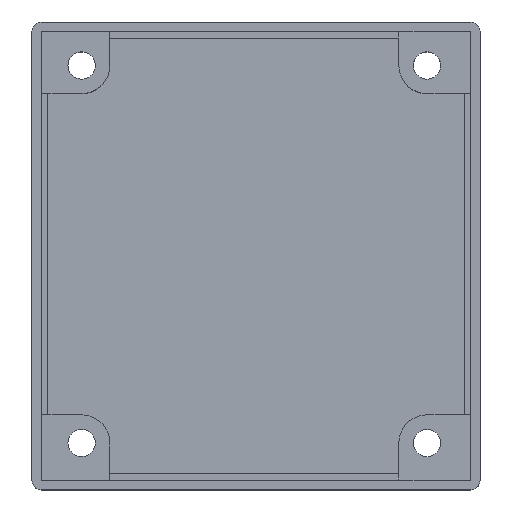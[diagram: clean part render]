
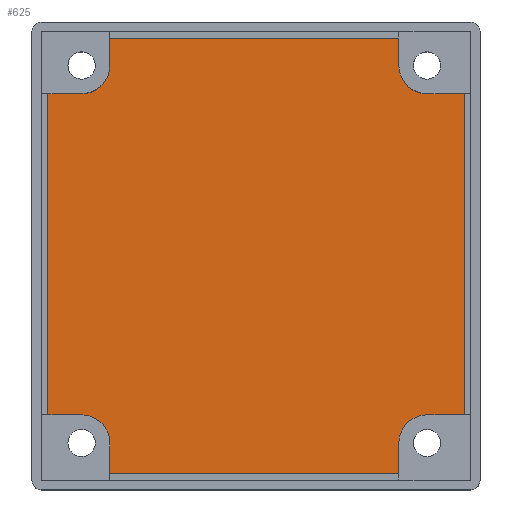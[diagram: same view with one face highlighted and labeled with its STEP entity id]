
A CAD part, top view. The second image highlights one B-rep face of the part: STEP entity #625.
In plain terms, the highlighted planar face has unit normal (0, 0, 1).
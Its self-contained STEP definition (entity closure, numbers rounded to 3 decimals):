
#224 = VERTEX_POINT('',#225);
#225 = CARTESIAN_POINT('',(14.5,3.,-15.));
#233 = VERTEX_POINT('',#234);
#234 = CARTESIAN_POINT('',(11.,6.5,-15.));
#240 = EDGE_CURVE('',#224,#233,#241,.T.);
#241 = CIRCLE('',#242,3.5);
#242 = AXIS2_PLACEMENT_3D('',#243,#244,#245);
#243 = CARTESIAN_POINT('',(11.,3.,-15.));
#244 = DIRECTION('',(0.,0.,1.));
#245 = DIRECTION('',(1.,0.,0.));
#255 = EDGE_CURVE('',#224,#256,#258,.T.);
#256 = VERTEX_POINT('',#257);
#257 = CARTESIAN_POINT('',(14.5,-0.835,-15.));
#258 = LINE('',#259,#260);
#259 = CARTESIAN_POINT('',(14.5,3.,-15.));
#260 = VECTOR('',#261,1.);
#261 = DIRECTION('',(0.,-1.,0.));
#318 = EDGE_CURVE('',#233,#319,#321,.T.);
#319 = VERTEX_POINT('',#320);
#320 = CARTESIAN_POINT('',(6.8,6.5,-15.));
#321 = LINE('',#322,#323);
#322 = CARTESIAN_POINT('',(11.,6.5,-15.));
#323 = VECTOR('',#324,1.);
#324 = DIRECTION('',(-1.,0.,0.));
#625 = ADVANCED_FACE('',(#626),#736,.T.);
#626 = FACE_BOUND('',#627,.T.);
#627 = EDGE_LOOP('',(#628,#638,#644,#645,#646,#647,#655,#663,#672,#680,
    #688,#696,#705,#713,#721,#729));
#628 = ORIENTED_EDGE('',*,*,#629,.F.);
#629 = EDGE_CURVE('',#630,#632,#634,.T.);
#630 = VERTEX_POINT('',#631);
#631 = CARTESIAN_POINT('',(6.8,46.5,-15.));
#632 = VERTEX_POINT('',#633);
#633 = CARTESIAN_POINT('',(11.,46.5,-15.));
#634 = LINE('',#635,#636);
#635 = CARTESIAN_POINT('',(6.,46.5,-15.));
#636 = VECTOR('',#637,1.);
#637 = DIRECTION('',(1.,0.,0.));
#638 = ORIENTED_EDGE('',*,*,#639,.F.);
#639 = EDGE_CURVE('',#319,#630,#640,.T.);
#640 = LINE('',#641,#642);
#641 = CARTESIAN_POINT('',(6.8,6.5,-15.));
#642 = VECTOR('',#643,1.);
#643 = DIRECTION('',(0.,1.,0.));
#644 = ORIENTED_EDGE('',*,*,#318,.F.);
#645 = ORIENTED_EDGE('',*,*,#240,.F.);
#646 = ORIENTED_EDGE('',*,*,#255,.T.);
#647 = ORIENTED_EDGE('',*,*,#648,.F.);
#648 = EDGE_CURVE('',#649,#256,#651,.T.);
#649 = VERTEX_POINT('',#650);
#650 = CARTESIAN_POINT('',(50.5,-0.835,-15.));
#651 = LINE('',#652,#653);
#652 = CARTESIAN_POINT('',(50.5,-0.835,-15.));
#653 = VECTOR('',#654,1.);
#654 = DIRECTION('',(-1.,0.,0.));
#655 = ORIENTED_EDGE('',*,*,#656,.T.);
#656 = EDGE_CURVE('',#649,#657,#659,.T.);
#657 = VERTEX_POINT('',#658);
#658 = CARTESIAN_POINT('',(50.5,3.,-15.));
#659 = LINE('',#660,#661);
#660 = CARTESIAN_POINT('',(50.5,-1.635,-15.));
#661 = VECTOR('',#662,1.);
#662 = DIRECTION('',(0.,1.,0.));
#663 = ORIENTED_EDGE('',*,*,#664,.F.);
#664 = EDGE_CURVE('',#665,#657,#667,.T.);
#665 = VERTEX_POINT('',#666);
#666 = CARTESIAN_POINT('',(54.,6.5,-15.));
#667 = CIRCLE('',#668,3.5);
#668 = AXIS2_PLACEMENT_3D('',#669,#670,#671);
#669 = CARTESIAN_POINT('',(54.,3.,-15.));
#670 = DIRECTION('',(0.,0.,1.));
#671 = DIRECTION('',(1.,0.,0.));
#672 = ORIENTED_EDGE('',*,*,#673,.F.);
#673 = EDGE_CURVE('',#674,#665,#676,.T.);
#674 = VERTEX_POINT('',#675);
#675 = CARTESIAN_POINT('',(58.62,6.5,-15.));
#676 = LINE('',#677,#678);
#677 = CARTESIAN_POINT('',(59.42,6.5,-15.));
#678 = VECTOR('',#679,1.);
#679 = DIRECTION('',(-1.,0.,0.));
#680 = ORIENTED_EDGE('',*,*,#681,.F.);
#681 = EDGE_CURVE('',#682,#674,#684,.T.);
#682 = VERTEX_POINT('',#683);
#683 = CARTESIAN_POINT('',(58.62,46.5,-15.));
#684 = LINE('',#685,#686);
#685 = CARTESIAN_POINT('',(58.62,46.5,-15.));
#686 = VECTOR('',#687,1.);
#687 = DIRECTION('',(0.,-1.,0.));
#688 = ORIENTED_EDGE('',*,*,#689,.F.);
#689 = EDGE_CURVE('',#690,#682,#692,.T.);
#690 = VERTEX_POINT('',#691);
#691 = CARTESIAN_POINT('',(54.,46.5,-15.));
#692 = LINE('',#693,#694);
#693 = CARTESIAN_POINT('',(54.,46.5,-15.));
#694 = VECTOR('',#695,1.);
#695 = DIRECTION('',(1.,0.,0.));
#696 = ORIENTED_EDGE('',*,*,#697,.F.);
#697 = EDGE_CURVE('',#698,#690,#700,.T.);
#698 = VERTEX_POINT('',#699);
#699 = CARTESIAN_POINT('',(50.5,50.,-15.));
#700 = CIRCLE('',#701,3.5);
#701 = AXIS2_PLACEMENT_3D('',#702,#703,#704);
#702 = CARTESIAN_POINT('',(54.,50.,-15.));
#703 = DIRECTION('',(0.,0.,1.));
#704 = DIRECTION('',(1.,0.,0.));
#705 = ORIENTED_EDGE('',*,*,#706,.F.);
#706 = EDGE_CURVE('',#707,#698,#709,.T.);
#707 = VERTEX_POINT('',#708);
#708 = CARTESIAN_POINT('',(50.5,53.413,-15.));
#709 = LINE('',#710,#711);
#710 = CARTESIAN_POINT('',(50.5,54.213,-15.));
#711 = VECTOR('',#712,1.);
#712 = DIRECTION('',(0.,-1.,0.));
#713 = ORIENTED_EDGE('',*,*,#714,.F.);
#714 = EDGE_CURVE('',#715,#707,#717,.T.);
#715 = VERTEX_POINT('',#716);
#716 = CARTESIAN_POINT('',(14.5,53.413,-15.));
#717 = LINE('',#718,#719);
#718 = CARTESIAN_POINT('',(14.5,53.413,-15.));
#719 = VECTOR('',#720,1.);
#720 = DIRECTION('',(1.,0.,0.));
#721 = ORIENTED_EDGE('',*,*,#722,.F.);
#722 = EDGE_CURVE('',#723,#715,#725,.T.);
#723 = VERTEX_POINT('',#724);
#724 = CARTESIAN_POINT('',(14.5,50.,-15.));
#725 = LINE('',#726,#727);
#726 = CARTESIAN_POINT('',(14.5,50.,-15.));
#727 = VECTOR('',#728,1.);
#728 = DIRECTION('',(0.,1.,0.));
#729 = ORIENTED_EDGE('',*,*,#730,.F.);
#730 = EDGE_CURVE('',#632,#723,#731,.T.);
#731 = CIRCLE('',#732,3.5);
#732 = AXIS2_PLACEMENT_3D('',#733,#734,#735);
#733 = CARTESIAN_POINT('',(11.,50.,-15.));
#734 = DIRECTION('',(0.,0.,1.));
#735 = DIRECTION('',(1.,0.,0.));
#736 = PLANE('',#737);
#737 = AXIS2_PLACEMENT_3D('',#738,#739,#740);
#738 = CARTESIAN_POINT('',(32.71,26.289,-15.));
#739 = DIRECTION('',(0.,0.,1.));
#740 = DIRECTION('',(1.,0.,0.));
